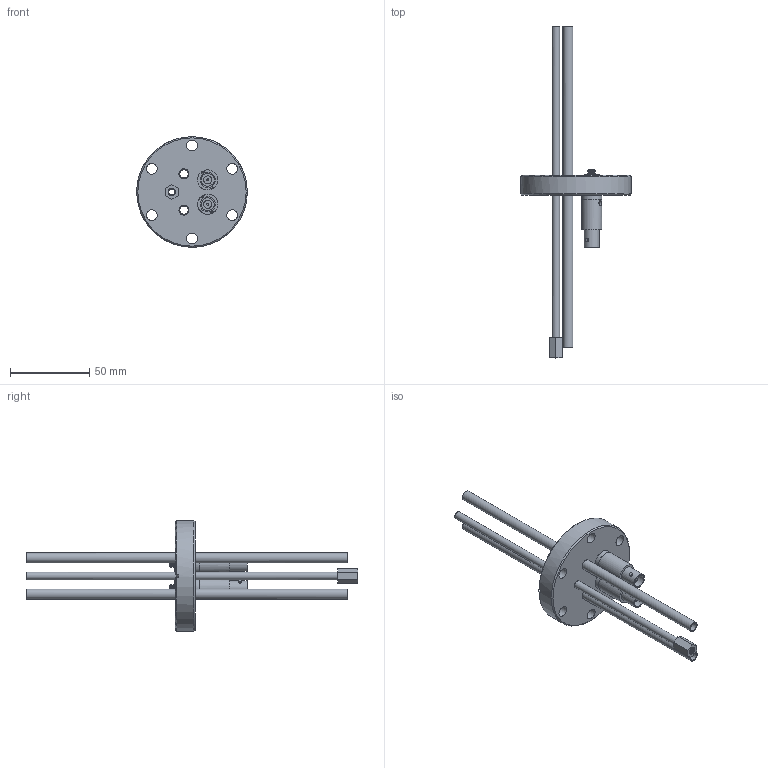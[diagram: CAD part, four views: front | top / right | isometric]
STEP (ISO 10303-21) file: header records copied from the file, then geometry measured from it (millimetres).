
FILE_DESCRIPTION(/* description */ (''),/* implementation_level */ '2;1');
FILE_NAME(/* name */ '784-275-G1.stp',/* time_stamp */ '2021-02-26T16:31:26-05:00',/* author */ (''),/* organization */ (''),/* preprocessor_version */ 'ST-DEVELOPER v16',/* originating_system */ 'SIEMENS PLM Software NX 10.0',/* authorisation */ '');
FILE_SCHEMA (('AUTOMOTIVE_DESIGN { 1 0 10303 214 3 1 1 1 }'));
Length unit declared in the file: inch
Products named in the file (1): 784-275-G1
Bounding box: 69.84 x 209.55 x 69.85 mm (x, y, z)
Surface area: 35719.3 mm2 (no closed solid volume)
Topology: 0 solids, 1 shells, 177 faces, 406 edges, 270 vertices
Faces by surface type: plane 72, cylinder 63, cone 38, torus 4
Full cylindrical faces by diameter (mm): 0.965 x2, 1.27 x2, 2.032 x6, 3.175 x4, 3.746 x1, 3.759 x2, 4.762 x3, 4.851 x1, 4.953 x2, 5.08 x2, 5.207 x2, 6.35 x4, 6.8 x6, 8.128 x2, 8.496 x2, 9.512 x2, 9.525 x2, 12.56 x2, 12.7 x3, 41.91 x1, 48.311 x1, 69.85 x1
Entity records: 6251 total; most frequent: CARTESIAN_POINT 1506, DIRECTION 757, ORIENTED_EDGE 540, AXIS2_PLACEMENT_3D 347, EDGE_LOOP 327, FACE_BOUND 277, EDGE_CURVE 270, VERTEX_POINT 229
